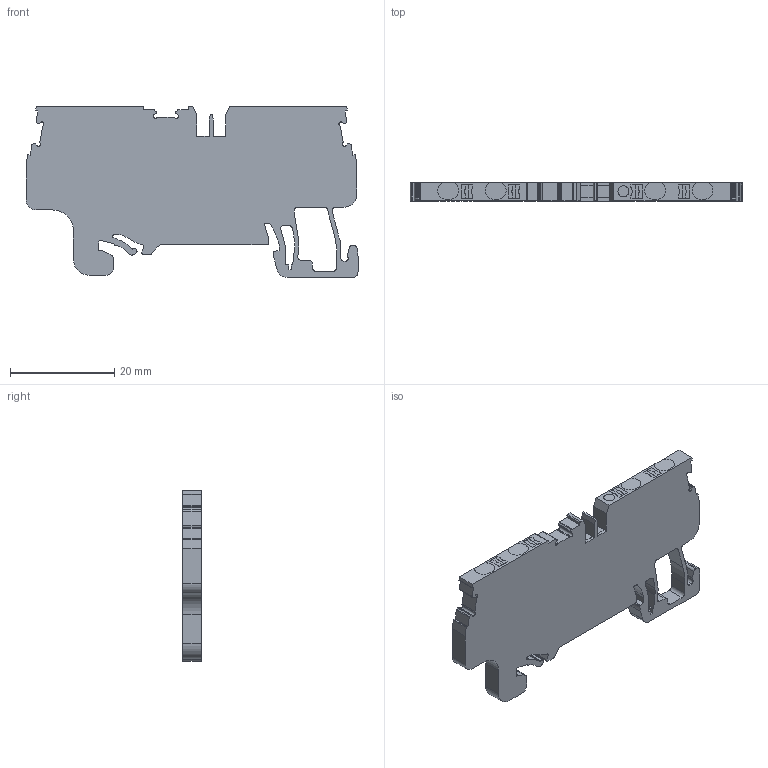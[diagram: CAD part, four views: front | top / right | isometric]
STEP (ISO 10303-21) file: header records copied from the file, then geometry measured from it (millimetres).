
FILE_DESCRIPTION (( 'STEP AP214' ), '1' );
FILE_NAME ('cp1.5_4-green.STEP', '2024-10-31T11:09:31', ( '' ), ( '' ), 'SwSTEP 2.0', 'SolidWorks 2022', '' );
FILE_SCHEMA (( 'AUTOMOTIVE_DESIGN' ));
Length unit declared in the file: millimetre
Products named in the file (1): cp1.5_4-green
Bounding box: 63.7 x 3.5 x 32.8 mm (x, y, z)
Volume: 5403.8 mm3; surface area: 4230.8 mm2
Topology: 1 solids, 1 shells, 319 faces, 938 edges, 626 vertices
Faces by surface type: plane 183, cylinder 136
Entity records: 10889 total; most frequent: CARTESIAN_POINT 1884, ORIENTED_EDGE 1876, DIRECTION 1850, EDGE_CURVE 938, VECTOR 666, LINE 666, VERTEX_POINT 626, AXIS2_PLACEMENT_3D 592
